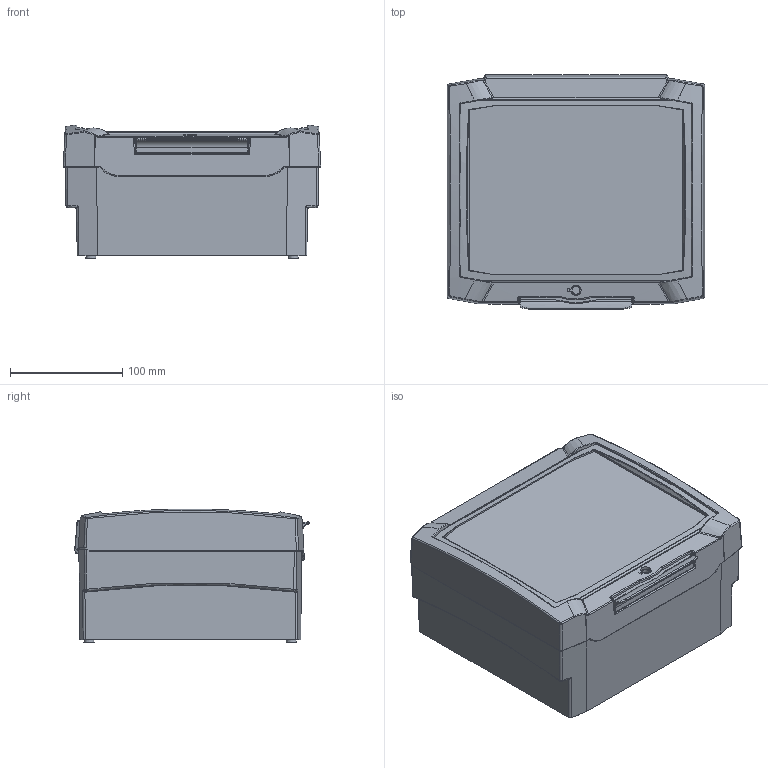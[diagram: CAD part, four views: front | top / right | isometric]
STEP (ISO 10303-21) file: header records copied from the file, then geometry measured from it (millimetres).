
FILE_DESCRIPTION(/* description */ (''),/* implementation_level */ '2;1');
FILE_NAME(/* name */ '2604183_3D.stp',/* time_stamp */ '2018-07-11T16:24:45+02:00',/* author */ ('haertel'),/* organization */ (''),/* preprocessor_version */ 'ST-DEVELOPER v16.13',/* originating_system */ 'Autodesk Inventor 2018',/* authorisation */ '');
FILE_SCHEMA (('AUTOMOTIVE_DESIGN { 1 0 10303 214 3 1 1 }'));
Products named in the file (6): 2604183_3D; 1011386_3D-test-2; 1008965_3Dsym; 1008969_3Dsym; 1008973_3Dsym; 1009412_3Dsym
Assembly tree (5 placements, depth 2):
  2604183_3D
    1011386_3D-test-2
    1008965_3Dsym
    1008969_3Dsym
    1008973_3Dsym
    1009412_3Dsym
Bounding box: 229 x 208.65 x 119.15 mm (x, y, z)
Volume: 661191.6 mm3; surface area: 507130.9 mm2
Topology: 5 solids, 5 shells, 2904 faces, 7734 edges, 4853 vertices
Faces by surface type: plane 1478, cylinder 644, bspline 425, cone 201, sphere 137, torus 19
Full cylindrical faces by diameter (mm): 2 x2, 2.15 x8, 5.2 x4
Entity records: 127154 total; most frequent: CARTESIAN_POINT 56865, ORIENTED_EDGE 15000, DIRECTION 14062, EDGE_CURVE 7500, AXIS2_PLACEMENT_3D 4874, VERTEX_POINT 4826, LINE 4314, VECTOR 4314
